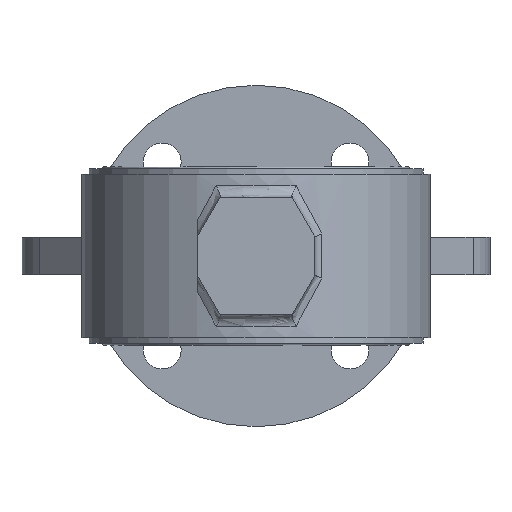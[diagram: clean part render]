
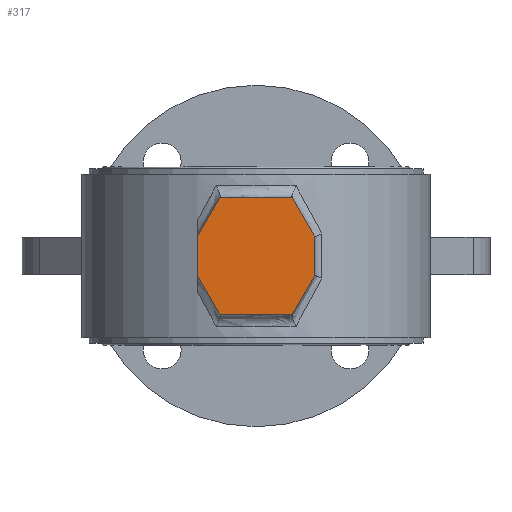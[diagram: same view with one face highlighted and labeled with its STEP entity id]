
A CAD part, front view. The second image highlights one B-rep face of the part: STEP entity #317.
In plain terms, the highlighted planar face has unit normal (0, -1, 0).
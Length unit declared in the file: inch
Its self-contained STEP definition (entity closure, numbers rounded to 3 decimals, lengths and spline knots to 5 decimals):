
#23 = DIRECTION ( 'NONE',  ( 0.496, 0., 0.868 ) ) ;
#317 = ADVANCED_FACE ( 'NONE', ( #4864 ), #4929, .F. ) ;
#426 = CARTESIAN_POINT ( 'NONE',  ( 1.73969, 0.2727, 2.57057 ) ) ;
#692 = ORIENTED_EDGE ( 'NONE', *, *, #5986, .T. ) ;
#1377 = CARTESIAN_POINT ( 'NONE',  ( 0.99166, 0.2727, 2.57057 ) ) ;
#1421 = ORIENTED_EDGE ( 'NONE', *, *, #5759, .T. ) ;
#1507 = VECTOR ( 'NONE', #23, 39.37008 ) ;
#1623 = CARTESIAN_POINT ( 'NONE',  ( 1.97591, 0.2727, 2.15719 ) ) ;
#1642 = CARTESIAN_POINT ( 'NONE',  ( 0.75544, 0.2727, 2.15719 ) ) ;
#1658 = LINE ( 'NONE', #426, #4573 ) ;
#1823 = VERTEX_POINT ( 'NONE', #12956 ) ;
#2014 = EDGE_LOOP ( 'NONE', ( #7957, #9434, #4833, #8239, #7381, #2893, #692, #1421 ) ) ;
#2058 = DIRECTION ( 'NONE',  ( 0., 0., 1. ) ) ;
#2170 = AXIS2_PLACEMENT_3D ( 'NONE', #10601, #5883, #12948 ) ;
#2369 = DIRECTION ( 'NONE',  ( 0.496, 0., -0.868 ) ) ;
#2523 = VERTEX_POINT ( 'NONE', #1377 ) ;
#2893 = ORIENTED_EDGE ( 'NONE', *, *, #4433, .T. ) ;
#3367 = VECTOR ( 'NONE', #2369, 39.37008 ) ;
#3483 = VERTEX_POINT ( 'NONE', #7939 ) ;
#3804 = DIRECTION ( 'NONE',  ( -1., 0., 0. ) ) ;
#4023 = VERTEX_POINT ( 'NONE', #10899 ) ;
#4088 = CARTESIAN_POINT ( 'NONE',  ( 0.99166, 0.2727, 2.57057 ) ) ;
#4130 = EDGE_CURVE ( 'NONE', #1823, #9660, #10452, .T. ) ;
#4211 = CARTESIAN_POINT ( 'NONE',  ( 1.73969, 0.2727, 2.57057 ) ) ;
#4314 = VECTOR ( 'NONE', #12457, 39.37008 ) ;
#4433 = EDGE_CURVE ( 'NONE', #6070, #7747, #1658, .T. ) ;
#4573 = VECTOR ( 'NONE', #9282, 39.37008 ) ;
#4833 = ORIENTED_EDGE ( 'NONE', *, *, #9548, .T. ) ;
#4864 = FACE_OUTER_BOUND ( 'NONE', #2014, .T. ) ;
#4929 = PLANE ( 'NONE',  #2170 ) ;
#5701 = CARTESIAN_POINT ( 'NONE',  ( 0.99166, 0.2727, 1.3501 ) ) ;
#5759 = EDGE_CURVE ( 'NONE', #2523, #1823, #6204, .T. ) ;
#5883 = DIRECTION ( 'NONE',  ( 0., 1., 0. ) ) ;
#5986 = EDGE_CURVE ( 'NONE', #7747, #2523, #11815, .T. ) ;
#6007 = LINE ( 'NONE', #13723, #11444 ) ;
#6070 = VERTEX_POINT ( 'NONE', #1623 ) ;
#6142 = DIRECTION ( 'NONE',  ( 1., 0., 0. ) ) ;
#6204 = LINE ( 'NONE', #1642, #6908 ) ;
#6270 = EDGE_CURVE ( 'NONE', #11982, #6070, #14060, .T. ) ;
#6908 = VECTOR ( 'NONE', #11623, 39.37008 ) ;
#7381 = ORIENTED_EDGE ( 'NONE', *, *, #6270, .T. ) ;
#7747 = VERTEX_POINT ( 'NONE', #4211 ) ;
#7939 = CARTESIAN_POINT ( 'NONE',  ( 0.99166, 0.2727, 1.3501 ) ) ;
#7957 = ORIENTED_EDGE ( 'NONE', *, *, #4130, .T. ) ;
#8058 = CARTESIAN_POINT ( 'NONE',  ( 0.75544, 0.2727, 1.76349 ) ) ;
#8061 = EDGE_CURVE ( 'NONE', #4023, #11982, #10026, .T. ) ;
#8239 = ORIENTED_EDGE ( 'NONE', *, *, #8061, .T. ) ;
#9212 = VECTOR ( 'NONE', #3804, 39.37008 ) ;
#9282 = DIRECTION ( 'NONE',  ( -0.496, 0., 0.868 ) ) ;
#9434 = ORIENTED_EDGE ( 'NONE', *, *, #9663, .T. ) ;
#9548 = EDGE_CURVE ( 'NONE', #3483, #4023, #6007, .T. ) ;
#9660 = VERTEX_POINT ( 'NONE', #13363 ) ;
#9663 = EDGE_CURVE ( 'NONE', #9660, #3483, #12276, .T. ) ;
#9704 = VECTOR ( 'NONE', #2058, 39.37008 ) ;
#10026 = LINE ( 'NONE', #13342, #1507 ) ;
#10452 = LINE ( 'NONE', #8058, #4314 ) ;
#10601 = CARTESIAN_POINT ( 'NONE',  ( 1.36568, 0.2727, 1.96034 ) ) ;
#10899 = CARTESIAN_POINT ( 'NONE',  ( 1.73969, 0.2727, 1.3501 ) ) ;
#11444 = VECTOR ( 'NONE', #6142, 39.37008 ) ;
#11623 = DIRECTION ( 'NONE',  ( -0.496, 0., -0.868 ) ) ;
#11815 = LINE ( 'NONE', #4088, #9212 ) ;
#11982 = VERTEX_POINT ( 'NONE', #12901 ) ;
#12276 = LINE ( 'NONE', #5701, #3367 ) ;
#12457 = DIRECTION ( 'NONE',  ( 0., 0., -1. ) ) ;
#12901 = CARTESIAN_POINT ( 'NONE',  ( 1.97591, 0.2727, 1.76349 ) ) ;
#12948 = DIRECTION ( 'NONE',  ( 0., 0., 1. ) ) ;
#12956 = CARTESIAN_POINT ( 'NONE',  ( 0.75544, 0.2727, 2.15719 ) ) ;
#13183 = CARTESIAN_POINT ( 'NONE',  ( 1.97591, 0.2727, 2.15719 ) ) ;
#13342 = CARTESIAN_POINT ( 'NONE',  ( 1.97591, 0.2727, 1.76349 ) ) ;
#13363 = CARTESIAN_POINT ( 'NONE',  ( 0.75544, 0.2727, 1.76349 ) ) ;
#13723 = CARTESIAN_POINT ( 'NONE',  ( 1.73969, 0.2727, 1.3501 ) ) ;
#14060 = LINE ( 'NONE', #13183, #9704 ) ;
